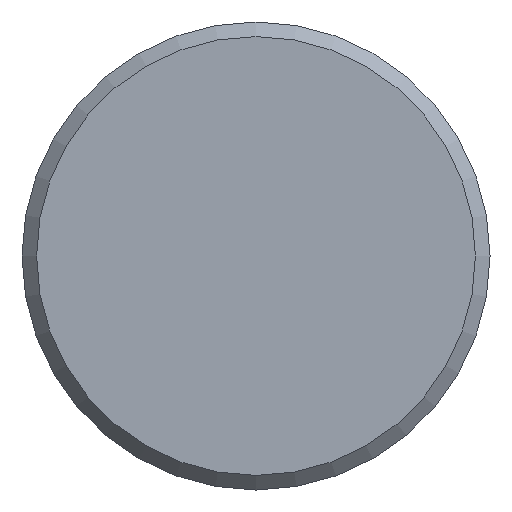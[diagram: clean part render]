
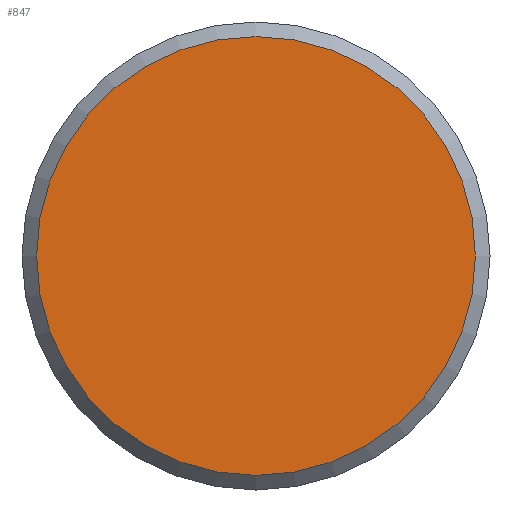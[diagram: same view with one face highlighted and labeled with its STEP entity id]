
A CAD part, front view. The second image highlights one B-rep face of the part: STEP entity #847.
In plain terms, the highlighted planar face has unit normal (0, -1, 0).
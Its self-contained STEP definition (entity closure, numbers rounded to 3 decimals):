
#61=PLANE('',#975);
#104=FACE_OUTER_BOUND('',#171,.T.);
#171=EDGE_LOOP('',(#667));
#311=CIRCLE('',#972,15.);
#381=VERTEX_POINT('',#1482);
#479=EDGE_CURVE('',#381,#381,#311,.T.);
#667=ORIENTED_EDGE('',*,*,#479,.T.);
#847=ADVANCED_FACE('',(#104),#61,.T.);
#972=AXIS2_PLACEMENT_3D('',#1483,#1212,#1213);
#975=AXIS2_PLACEMENT_3D('',#1489,#1219,#1220);
#1212=DIRECTION('center_axis',(0.,-1.,0.));
#1213=DIRECTION('ref_axis',(1.,0.,0.));
#1219=DIRECTION('center_axis',(0.,-1.,0.));
#1220=DIRECTION('ref_axis',(0.,0.,-1.));
#1482=CARTESIAN_POINT('',(-15.,-25.,0.));
#1483=CARTESIAN_POINT('Origin',(0.,-25.,0.));
#1489=CARTESIAN_POINT('Origin',(7.5,-25.,0.));
